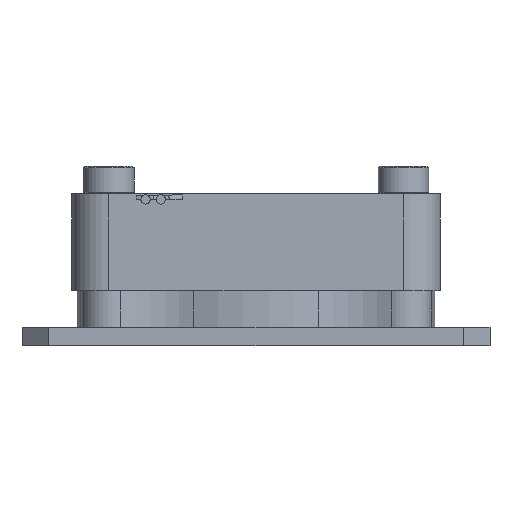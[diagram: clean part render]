
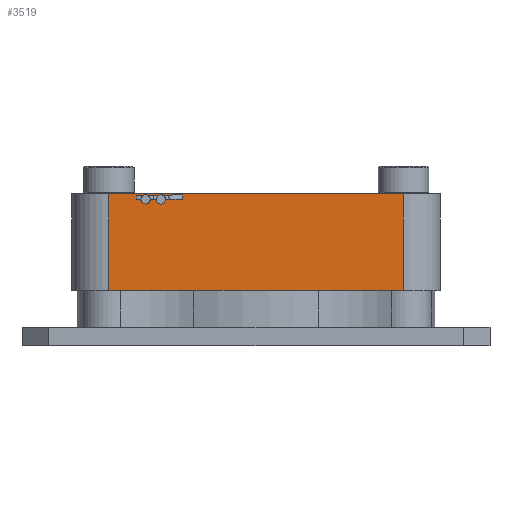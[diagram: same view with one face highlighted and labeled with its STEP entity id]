
A CAD part, front view. The second image highlights one B-rep face of the part: STEP entity #3519.
In plain terms, the highlighted face is planar.
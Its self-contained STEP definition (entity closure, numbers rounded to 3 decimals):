
#303=CIRCLE('',#3740,0.5);
#306=CIRCLE('',#3744,0.5);
#309=CIRCLE('',#3749,0.5);
#312=CIRCLE('',#3753,0.5);
#561=FACE_OUTER_BOUND('',#794,.T.);
#794=EDGE_LOOP('',(#3053,#3054,#3055,#3056,#3057,#3058,#3059,#3060,#3061,
#3062,#3063,#3064,#3065,#3066,#3067,#3068,#3069,#3070));
#1051=LINE('',#9026,#1325);
#1053=LINE('',#9033,#1327);
#1059=LINE('',#9047,#1333);
#1061=LINE('',#9055,#1335);
#1063=LINE('',#9060,#1337);
#1069=LINE('',#11301,#1343);
#1073=LINE('',#11317,#1347);
#1089=LINE('',#11370,#1363);
#1094=LINE('',#11380,#1368);
#1095=LINE('',#11383,#1369);
#1096=LINE('',#11384,#1370);
#1097=LINE('',#11385,#1371);
#1098=LINE('',#11387,#1372);
#1099=LINE('',#11388,#1373);
#1325=VECTOR('',#4601,1000.);
#1327=VECTOR('',#4609,1000.);
#1333=VECTOR('',#4623,1000.);
#1335=VECTOR('',#4631,1000.);
#1337=VECTOR('',#4637,1000.);
#1343=VECTOR('',#4653,1000.);
#1347=VECTOR('',#4665,1000.);
#1363=VECTOR('',#4721,1000.);
#1368=VECTOR('',#4734,1000.);
#1369=VECTOR('',#4737,1000.);
#1370=VECTOR('',#4738,1000.);
#1371=VECTOR('',#4739,1000.);
#1372=VECTOR('',#4740,1000.);
#1373=VECTOR('',#4741,1000.);
#1549=VERTEX_POINT('',#5445);
#1551=VERTEX_POINT('',#5448);
#1553=VERTEX_POINT('',#5454);
#1556=VERTEX_POINT('',#5459);
#1557=VERTEX_POINT('',#5466);
#1559=VERTEX_POINT('',#5469);
#1561=VERTEX_POINT('',#5475);
#1564=VERTEX_POINT('',#5480);
#1679=VERTEX_POINT('',#9045);
#1682=VERTEX_POINT('',#9054);
#1688=VERTEX_POINT('',#11298);
#1689=VERTEX_POINT('',#11300);
#1696=VERTEX_POINT('',#11314);
#1697=VERTEX_POINT('',#11316);
#1713=VERTEX_POINT('',#11367);
#1714=VERTEX_POINT('',#11369);
#1716=VERTEX_POINT('',#11382);
#1717=VERTEX_POINT('',#11386);
#1951=EDGE_CURVE('',#1551,#1549,#303,.T.);
#1957=EDGE_CURVE('',#1553,#1556,#306,.T.);
#1961=EDGE_CURVE('',#1559,#1557,#309,.T.);
#1967=EDGE_CURVE('',#1561,#1564,#312,.T.);
#2113=EDGE_CURVE('',#1561,#1556,#1051,.T.);
#2117=EDGE_CURVE('',#1557,#1551,#1053,.T.);
#2124=EDGE_CURVE('',#1679,#1564,#1059,.T.);
#2128=EDGE_CURVE('',#1682,#1559,#1061,.T.);
#2131=EDGE_CURVE('',#1679,#1682,#1063,.T.);
#2147=EDGE_CURVE('',#1688,#1689,#1069,.T.);
#2155=EDGE_CURVE('',#1696,#1697,#1073,.T.);
#2179=EDGE_CURVE('',#1714,#1713,#1089,.T.);
#2185=EDGE_CURVE('',#1696,#1714,#1094,.T.);
#2186=EDGE_CURVE('',#1549,#1716,#1095,.T.);
#2187=EDGE_CURVE('',#1716,#1697,#1096,.T.);
#2188=EDGE_CURVE('',#1689,#1713,#1097,.T.);
#2189=EDGE_CURVE('',#1717,#1688,#1098,.T.);
#2190=EDGE_CURVE('',#1553,#1717,#1099,.T.);
#3053=ORIENTED_EDGE('',*,*,#2117,.T.);
#3054=ORIENTED_EDGE('',*,*,#1951,.T.);
#3055=ORIENTED_EDGE('',*,*,#2186,.T.);
#3056=ORIENTED_EDGE('',*,*,#2187,.T.);
#3057=ORIENTED_EDGE('',*,*,#2155,.F.);
#3058=ORIENTED_EDGE('',*,*,#2185,.T.);
#3059=ORIENTED_EDGE('',*,*,#2179,.T.);
#3060=ORIENTED_EDGE('',*,*,#2188,.F.);
#3061=ORIENTED_EDGE('',*,*,#2147,.F.);
#3062=ORIENTED_EDGE('',*,*,#2189,.F.);
#3063=ORIENTED_EDGE('',*,*,#2190,.F.);
#3064=ORIENTED_EDGE('',*,*,#1957,.T.);
#3065=ORIENTED_EDGE('',*,*,#2113,.F.);
#3066=ORIENTED_EDGE('',*,*,#1967,.T.);
#3067=ORIENTED_EDGE('',*,*,#2124,.F.);
#3068=ORIENTED_EDGE('',*,*,#2131,.T.);
#3069=ORIENTED_EDGE('',*,*,#2128,.T.);
#3070=ORIENTED_EDGE('',*,*,#1961,.T.);
#3347=PLANE('',#3880);
#3519=ADVANCED_FACE('',(#561),#3347,.F.);
#3740=AXIS2_PLACEMENT_3D('',#5449,#4360,#4361);
#3744=AXIS2_PLACEMENT_3D('',#5461,#4371,#4372);
#3749=AXIS2_PLACEMENT_3D('',#5470,#4382,#4383);
#3753=AXIS2_PLACEMENT_3D('',#5482,#4393,#4394);
#3880=AXIS2_PLACEMENT_3D('',#11381,#4735,#4736);
#4360=DIRECTION('center_axis',(-1.,0.,0.));
#4361=DIRECTION('ref_axis',(0.,-1.,0.));
#4371=DIRECTION('center_axis',(-1.,0.,0.));
#4372=DIRECTION('ref_axis',(0.,-1.,0.));
#4382=DIRECTION('center_axis',(-1.,0.,0.));
#4383=DIRECTION('ref_axis',(0.,-1.,0.));
#4393=DIRECTION('center_axis',(-1.,0.,0.));
#4394=DIRECTION('ref_axis',(0.,-1.,0.));
#4601=DIRECTION('',(0.,1.,0.));
#4609=DIRECTION('',(0.,1.,0.));
#4623=DIRECTION('',(0.,1.,0.));
#4631=DIRECTION('',(0.,1.,0.));
#4637=DIRECTION('',(0.,0.,1.));
#4653=DIRECTION('',(0.,1.,0.));
#4665=DIRECTION('',(0.,1.,0.));
#4721=DIRECTION('',(0.,1.,0.));
#4734=DIRECTION('',(0.,0.,-1.));
#4735=DIRECTION('center_axis',(-1.,0.,0.));
#4736=DIRECTION('ref_axis',(0.,-1.,0.));
#4737=DIRECTION('',(0.,1.,0.));
#4738=DIRECTION('',(0.,0.,1.));
#4739=DIRECTION('',(0.,0.,-1.));
#4740=DIRECTION('',(0.,0.,1.));
#4741=DIRECTION('',(0.,1.,0.));
#5445=CARTESIAN_POINT('',(20.,-10.051,5.05));
#5448=CARTESIAN_POINT('',(20.,-10.623,5.05));
#5449=CARTESIAN_POINT('Origin',(20.,-10.337,4.64));
#5454=CARTESIAN_POINT('',(20.,-9.837,4.65));
#5459=CARTESIAN_POINT('',(20.,-10.837,4.65));
#5461=CARTESIAN_POINT('Origin',(20.,-10.337,4.64));
#5466=CARTESIAN_POINT('',(20.,-11.712,5.05));
#5469=CARTESIAN_POINT('',(20.,-12.285,5.05));
#5470=CARTESIAN_POINT('Origin',(20.,-11.998,4.64));
#5475=CARTESIAN_POINT('',(20.,-11.498,4.65));
#5480=CARTESIAN_POINT('',(20.,-12.498,4.65));
#5482=CARTESIAN_POINT('Origin',(20.,-11.998,4.64));
#9026=CARTESIAN_POINT('',(20.,-13.,4.65));
#9033=CARTESIAN_POINT('',(20.,-9.16,5.05));
#9045=CARTESIAN_POINT('',(20.,-13.,4.65));
#9047=CARTESIAN_POINT('',(20.,-13.,4.65));
#9054=CARTESIAN_POINT('',(20.,-13.,5.05));
#9055=CARTESIAN_POINT('',(20.,-9.16,5.05));
#9060=CARTESIAN_POINT('',(20.,-13.,4.65));
#11298=CARTESIAN_POINT('',(20.,-8.,5.25));
#11300=CARTESIAN_POINT('',(20.,16.,5.25));
#11301=CARTESIAN_POINT('',(20.,16.,5.25));
#11314=CARTESIAN_POINT('',(20.,-16.,5.25));
#11316=CARTESIAN_POINT('',(20.,-9.16,5.25));
#11317=CARTESIAN_POINT('',(20.,16.,5.25));
#11367=CARTESIAN_POINT('',(20.,16.,-5.25));
#11369=CARTESIAN_POINT('',(20.,-16.,-5.25));
#11370=CARTESIAN_POINT('',(20.,16.,-5.25));
#11380=CARTESIAN_POINT('',(20.,-16.,5.25));
#11381=CARTESIAN_POINT('Origin',(20.,16.,5.25));
#11382=CARTESIAN_POINT('',(20.,-9.16,5.05));
#11383=CARTESIAN_POINT('',(20.,-9.16,5.05));
#11384=CARTESIAN_POINT('',(20.,-9.16,5.05));
#11385=CARTESIAN_POINT('',(20.,16.,5.25));
#11386=CARTESIAN_POINT('',(20.,-8.,4.65));
#11387=CARTESIAN_POINT('',(20.,-8.,4.65));
#11388=CARTESIAN_POINT('',(20.,-13.,4.65));
